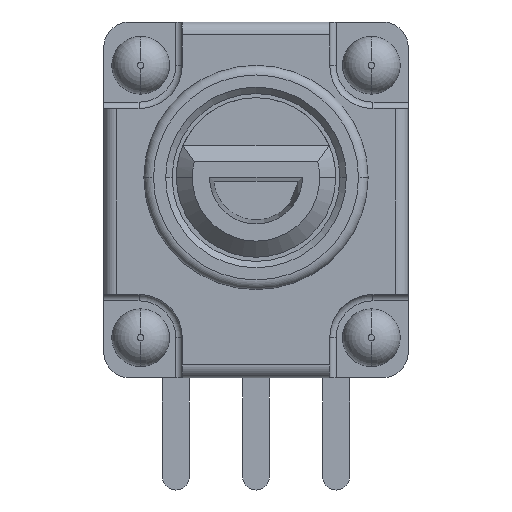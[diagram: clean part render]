
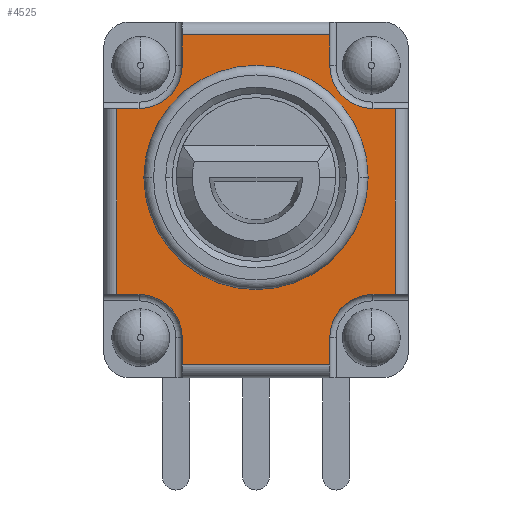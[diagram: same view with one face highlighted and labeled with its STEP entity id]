
A CAD part, front view. The second image highlights one B-rep face of the part: STEP entity #4525.
In plain terms, the highlighted face is planar.
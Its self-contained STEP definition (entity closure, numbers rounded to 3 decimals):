
#305 = AXIS2_PLACEMENT_3D ( 'NONE', #310, #312, #311 ) ;
#307 = CIRCLE ( 'NONE', #305, 1.35 ) ;
#310 = CARTESIAN_POINT ( 'NONE',  ( 3.65, -5., 1.7 ) ) ;
#311 = DIRECTION ( 'NONE',  ( 1., 0., 0. ) ) ;
#312 = DIRECTION ( 'NONE',  ( 0., 0., 1. ) ) ;
#1316 = DIRECTION ( 'NONE',  ( -1., 0., 0. ) ) ;
#1317 = DIRECTION ( 'NONE',  ( 0., 0., -1. ) ) ;
#1318 = PLANE ( 'NONE',  #1320 ) ;
#1319 = CARTESIAN_POINT ( 'NONE',  ( 3.95, 4.05, 1.7 ) ) ;
#1320 = AXIS2_PLACEMENT_3D ( 'NONE', #1319, #1317, #1316 ) ;
#1579 = FACE_OUTER_BOUND ( 'NONE', #4425, .T. ) ;
#1599 = FACE_BOUND ( 'NONE', #4406, .T. ) ;
#1744 = CARTESIAN_POINT ( 'NONE',  ( -2.3, 3.5, 1.7 ) ) ;
#1789 = DIRECTION ( 'NONE',  ( 1., 0., 0. ) ) ;
#1790 = CIRCLE ( 'NONE', #1793, 1.35 ) ;
#1793 = AXIS2_PLACEMENT_3D ( 'NONE', #1812, #1805, #1789 ) ;
#1794 = CARTESIAN_POINT ( 'NONE',  ( -2.3, 4.85, 1.7 ) ) ;
#1795 = LINE ( 'NONE', #1794, #1804 ) ;
#1803 = DIRECTION ( 'NONE',  ( 0., 1., 0. ) ) ;
#1804 = VECTOR ( 'NONE', #1803, 1000. ) ;
#1805 = DIRECTION ( 'NONE',  ( 0., 0., 1. ) ) ;
#1812 = CARTESIAN_POINT ( 'NONE',  ( 3.65, 3.5, 1.7 ) ) ;
#1944 = LINE ( 'NONE', #1956, #1958 ) ;
#1956 = CARTESIAN_POINT ( 'NONE',  ( 4.75, -3.65, 1.7 ) ) ;
#1957 = DIRECTION ( 'NONE',  ( -1., 0., 0. ) ) ;
#1958 = VECTOR ( 'NONE', #1957, 1000. ) ;
#1965 = CARTESIAN_POINT ( 'NONE',  ( 2.3, -5., 1.7 ) ) ;
#1980 = DIRECTION ( 'NONE',  ( 0., -1., 0. ) ) ;
#1981 = VECTOR ( 'NONE', #1980, 1000. ) ;
#1984 = CARTESIAN_POINT ( 'NONE',  ( 2.3, -5., 1.7 ) ) ;
#1985 = LINE ( 'NONE', #1984, #1981 ) ;
#3089 = DIRECTION ( 'NONE',  ( 1., 0., 0. ) ) ;
#3093 = CARTESIAN_POINT ( 'NONE',  ( 3.65, 2.15, 1.7 ) ) ;
#3106 = VECTOR ( 'NONE', #3089, 1000. ) ;
#3121 = CARTESIAN_POINT ( 'NONE',  ( -3.65, 2.15, 1.7 ) ) ;
#3122 = LINE ( 'NONE', #3121, #3106 ) ;
#3371 = VECTOR ( 'NONE', #3465, 1000. ) ;
#3401 = CARTESIAN_POINT ( 'NONE',  ( 2.3, 3.5, 1.7 ) ) ;
#3420 = CARTESIAN_POINT ( 'NONE',  ( 3.65, 2.15, 1.7 ) ) ;
#3463 = LINE ( 'NONE', #3420, #3371 ) ;
#3465 = DIRECTION ( 'NONE',  ( 1., 0., 0. ) ) ;
#3752 = CARTESIAN_POINT ( 'NONE',  ( -4.35, -3.65, 1.7 ) ) ;
#3800 = CARTESIAN_POINT ( 'NONE',  ( 3.65, -3.65, 1.7 ) ) ;
#3801 = CARTESIAN_POINT ( 'NONE',  ( 2.3, -5.85, 1.7 ) ) ;
#3818 = CARTESIAN_POINT ( 'NONE',  ( -4.35, 2.15, 1.7 ) ) ;
#3821 = DIRECTION ( 'NONE',  ( 0., 1., 0. ) ) ;
#3822 = VECTOR ( 'NONE', #3821, 1000. ) ;
#3823 = CARTESIAN_POINT ( 'NONE',  ( 4.35, 4.05, 1.7 ) ) ;
#3825 = CARTESIAN_POINT ( 'NONE',  ( 4.35, 2.15, 1.7 ) ) ;
#3838 = LINE ( 'NONE', #3823, #3822 ) ;
#3848 = CARTESIAN_POINT ( 'NONE',  ( 2.3, 4.45, 1.7 ) ) ;
#3876 = CARTESIAN_POINT ( 'NONE',  ( -2.3, -5.85, 1.7 ) ) ;
#3910 = DIRECTION ( 'NONE',  ( -1., 0., 0. ) ) ;
#3914 = CARTESIAN_POINT ( 'NONE',  ( -2.3, 4.45, 1.7 ) ) ;
#3919 = VECTOR ( 'NONE', #3910, 1000. ) ;
#3920 = CARTESIAN_POINT ( 'NONE',  ( 3.95, 4.45, 1.7 ) ) ;
#3921 = LINE ( 'NONE', #3920, #3919 ) ;
#3922 = CARTESIAN_POINT ( 'NONE',  ( 4.35, -3.65, 1.7 ) ) ;
#4402 = VERTEX_POINT ( 'NONE', #6747 ) ;
#4406 = EDGE_LOOP ( 'NONE', ( #4409, #4496 ) ) ;
#4407 = ORIENTED_EDGE ( 'NONE', *, *, #5465, .F. ) ;
#4408 = ORIENTED_EDGE ( 'NONE', *, *, #4465, .F. ) ;
#4409 = ORIENTED_EDGE ( 'NONE', *, *, #4446, .F. ) ;
#4410 = ORIENTED_EDGE ( 'NONE', *, *, #5890, .F. ) ;
#4420 = EDGE_CURVE ( 'NONE', #4402, #6883, #6837, .T. ) ;
#4425 = EDGE_LOOP ( 'NONE', ( #4502, #4426, #4445, #4451, #4500, #4512, #4427, #4408, #4450, #4471, #4479, #4407, #4432, #4431, #4430, #4410 ) ) ;
#4426 = ORIENTED_EDGE ( 'NONE', *, *, #6930, .T. ) ;
#4427 = ORIENTED_EDGE ( 'NONE', *, *, #4420, .F. ) ;
#4430 = ORIENTED_EDGE ( 'NONE', *, *, #5876, .F. ) ;
#4431 = ORIENTED_EDGE ( 'NONE', *, *, #6903, .T. ) ;
#4432 = ORIENTED_EDGE ( 'NONE', *, *, #5577, .F. ) ;
#4445 = ORIENTED_EDGE ( 'NONE', *, *, #4585, .F. ) ;
#4446 = EDGE_CURVE ( 'NONE', #4716, #4758, #6827, .T. ) ;
#4450 = ORIENTED_EDGE ( 'NONE', *, *, #4457, .F. ) ;
#4451 = ORIENTED_EDGE ( 'NONE', *, *, #4623, .F. ) ;
#4457 = EDGE_CURVE ( 'NONE', #6908, #5888, #6966, .T. ) ;
#4460 = EDGE_CURVE ( 'NONE', #6924, #5879, #6995, .T. ) ;
#4465 = EDGE_CURVE ( 'NONE', #5888, #4402, #6811, .T. ) ;
#4471 = ORIENTED_EDGE ( 'NONE', *, *, #6946, .T. ) ;
#4479 = ORIENTED_EDGE ( 'NONE', *, *, #5517, .F. ) ;
#4496 = ORIENTED_EDGE ( 'NONE', *, *, #4837, .F. ) ;
#4500 = ORIENTED_EDGE ( 'NONE', *, *, #5860, .F. ) ;
#4502 = ORIENTED_EDGE ( 'NONE', *, *, #4460, .F. ) ;
#4512 = ORIENTED_EDGE ( 'NONE', *, *, #6937, .T. ) ;
#4525 = ADVANCED_FACE ( 'NONE', ( #1579, #1599 ), #1318, .F. ) ;
#4566 = VERTEX_POINT ( 'NONE', #1744 ) ;
#4585 = EDGE_CURVE ( 'NONE', #4566, #6931, #1795, .T. ) ;
#4622 = VERTEX_POINT ( 'NONE', #7163 ) ;
#4623 = EDGE_CURVE ( 'NONE', #4622, #4566, #7138, .T. ) ;
#4716 = VERTEX_POINT ( 'NONE', #7399 ) ;
#4758 = VERTEX_POINT ( 'NONE', #7441 ) ;
#4837 = EDGE_CURVE ( 'NONE', #4758, #4716, #7454, .T. ) ;
#5465 = EDGE_CURVE ( 'NONE', #6891, #5516, #307, .T. ) ;
#5516 = VERTEX_POINT ( 'NONE', #1965 ) ;
#5517 = EDGE_CURVE ( 'NONE', #5516, #6890, #1985, .T. ) ;
#5577 = EDGE_CURVE ( 'NONE', #6927, #6891, #1944, .T. ) ;
#5845 = VERTEX_POINT ( 'NONE', #3093 ) ;
#5860 = EDGE_CURVE ( 'NONE', #6904, #4622, #3122, .T. ) ;
#5876 = EDGE_CURVE ( 'NONE', #5845, #6917, #3463, .T. ) ;
#5879 = VERTEX_POINT ( 'NONE', #3401 ) ;
#5888 = VERTEX_POINT ( 'NONE', #7031 ) ;
#5890 = EDGE_CURVE ( 'NONE', #5879, #5845, #1790, .T. ) ;
#6088 = DIRECTION ( 'NONE',  ( 0., -1., 0. ) ) ;
#6089 = VECTOR ( 'NONE', #6088, 1000. ) ;
#6090 = CARTESIAN_POINT ( 'NONE',  ( -4.35, 4.05, 1.7 ) ) ;
#6094 = DIRECTION ( 'NONE',  ( 1., 0., 0. ) ) ;
#6095 = CARTESIAN_POINT ( 'NONE',  ( 3.95, -5.85, 1.7 ) ) ;
#6106 = LINE ( 'NONE', #6090, #6089 ) ;
#6129 = VECTOR ( 'NONE', #6094, 1000. ) ;
#6135 = LINE ( 'NONE', #6095, #6129 ) ;
#6734 = DIRECTION ( 'NONE',  ( 1., 0., 0. ) ) ;
#6747 = CARTESIAN_POINT ( 'NONE',  ( -3.65, -3.65, 1.7 ) ) ;
#6811 = CIRCLE ( 'NONE', #6813, 1.35 ) ;
#6813 = AXIS2_PLACEMENT_3D ( 'NONE', #6814, #6826, #6844 ) ;
#6814 = CARTESIAN_POINT ( 'NONE',  ( -3.65, -5., 1.7 ) ) ;
#6817 = CARTESIAN_POINT ( 'NONE',  ( -4.75, -3.65, 1.7 ) ) ;
#6824 = CARTESIAN_POINT ( 'NONE',  ( 0., 0., 1.7 ) ) ;
#6826 = DIRECTION ( 'NONE',  ( 0., 0., 1. ) ) ;
#6827 = CIRCLE ( 'NONE', #6845, 3.498 ) ;
#6837 = LINE ( 'NONE', #6817, #6854 ) ;
#6841 = DIRECTION ( 'NONE',  ( 0., 0., 1. ) ) ;
#6844 = DIRECTION ( 'NONE',  ( -1., 0., 0. ) ) ;
#6845 = AXIS2_PLACEMENT_3D ( 'NONE', #6824, #6841, #6734 ) ;
#6854 = VECTOR ( 'NONE', #6856, 1000. ) ;
#6856 = DIRECTION ( 'NONE',  ( -1., 0., 0. ) ) ;
#6883 = VERTEX_POINT ( 'NONE', #3752 ) ;
#6890 = VERTEX_POINT ( 'NONE', #3801 ) ;
#6891 = VERTEX_POINT ( 'NONE', #3800 ) ;
#6903 = EDGE_CURVE ( 'NONE', #6927, #6917, #3838, .T. ) ;
#6904 = VERTEX_POINT ( 'NONE', #3818 ) ;
#6908 = VERTEX_POINT ( 'NONE', #3876 ) ;
#6917 = VERTEX_POINT ( 'NONE', #3825 ) ;
#6924 = VERTEX_POINT ( 'NONE', #3848 ) ;
#6927 = VERTEX_POINT ( 'NONE', #3922 ) ;
#6930 = EDGE_CURVE ( 'NONE', #6924, #6931, #3921, .T. ) ;
#6931 = VERTEX_POINT ( 'NONE', #3914 ) ;
#6937 = EDGE_CURVE ( 'NONE', #6904, #6883, #6106, .T. ) ;
#6946 = EDGE_CURVE ( 'NONE', #6908, #6890, #6135, .T. ) ;
#6964 = DIRECTION ( 'NONE',  ( 0., 1., 0. ) ) ;
#6965 = CARTESIAN_POINT ( 'NONE',  ( -2.3, -5., 1.7 ) ) ;
#6966 = LINE ( 'NONE', #6965, #6970 ) ;
#6970 = VECTOR ( 'NONE', #6964, 1000. ) ;
#6981 = DIRECTION ( 'NONE',  ( 0., -1., 0. ) ) ;
#6990 = CARTESIAN_POINT ( 'NONE',  ( 2.3, 4.85, 1.7 ) ) ;
#6995 = LINE ( 'NONE', #6990, #6997 ) ;
#6997 = VECTOR ( 'NONE', #6981, 1000. ) ;
#7031 = CARTESIAN_POINT ( 'NONE',  ( -2.3, -5., 1.7 ) ) ;
#7089 = CARTESIAN_POINT ( 'NONE',  ( -3.65, 3.5, 1.7 ) ) ;
#7097 = AXIS2_PLACEMENT_3D ( 'NONE', #7089, #7152, #7151 ) ;
#7138 = CIRCLE ( 'NONE', #7097, 1.35 ) ;
#7151 = DIRECTION ( 'NONE',  ( -1., 0., 0. ) ) ;
#7152 = DIRECTION ( 'NONE',  ( 0., 0., 1. ) ) ;
#7163 = CARTESIAN_POINT ( 'NONE',  ( -3.65, 2.15, 1.7 ) ) ;
#7399 = CARTESIAN_POINT ( 'NONE',  ( -3.498, 0., 1.7 ) ) ;
#7441 = CARTESIAN_POINT ( 'NONE',  ( 3.498, 0., 1.7 ) ) ;
#7449 = DIRECTION ( 'NONE',  ( 1., 0., 0. ) ) ;
#7450 = DIRECTION ( 'NONE',  ( 0., 0., 1. ) ) ;
#7451 = CARTESIAN_POINT ( 'NONE',  ( 0., 0., 1.7 ) ) ;
#7453 = AXIS2_PLACEMENT_3D ( 'NONE', #7451, #7450, #7449 ) ;
#7454 = CIRCLE ( 'NONE', #7453, 3.498 ) ;
